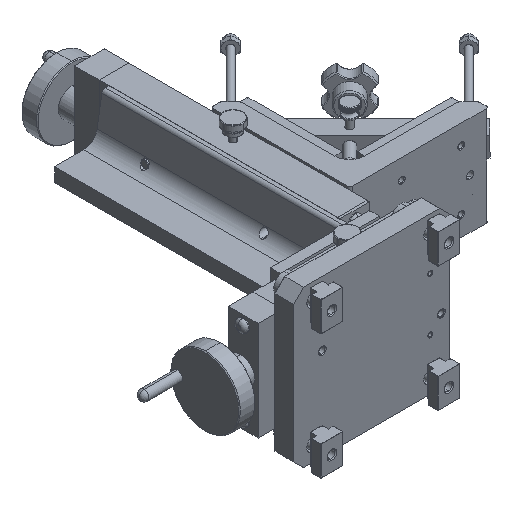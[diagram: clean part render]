
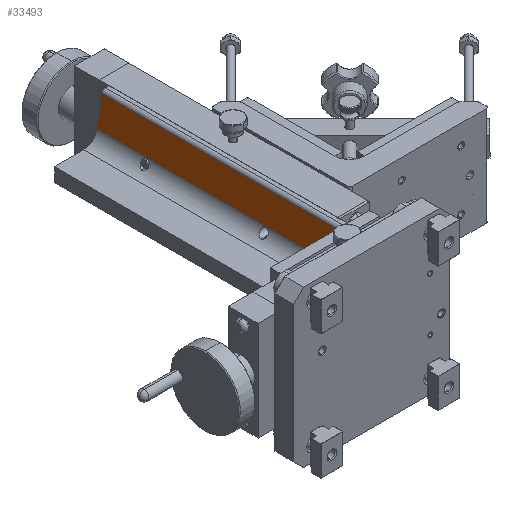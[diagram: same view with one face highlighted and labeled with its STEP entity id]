
A CAD part, isometric view. The second image highlights one B-rep face of the part: STEP entity #33493.
In plain terms, the highlighted planar face has unit normal (-0.986, 0, 0.164).
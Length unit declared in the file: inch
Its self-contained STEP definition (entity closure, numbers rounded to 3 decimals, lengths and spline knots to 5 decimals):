
#91 = ORIENTED_EDGE ( 'NONE', *, *, #63376, .T. ) ;
#1583 = DIRECTION ( 'NONE',  ( 0., -1., 0. ) ) ;
#1801 = CARTESIAN_POINT ( 'NONE',  ( 0.64188, 1.5625, 0.45652 ) ) ;
#5365 = VECTOR ( 'NONE', #1583, 39.37008 ) ;
#5414 = VECTOR ( 'NONE', #12491, 39.37008 ) ;
#7518 = VECTOR ( 'NONE', #62497, 39.37008 ) ;
#12491 = DIRECTION ( 'NONE',  ( 0.164, 0., 0.986 ) ) ;
#14639 = CARTESIAN_POINT ( 'NONE',  ( 0.76304, 1.5625, 1.18347 ) ) ;
#16373 = ORIENTED_EDGE ( 'NONE', *, *, #22582, .T. ) ;
#16653 = ORIENTED_EDGE ( 'NONE', *, *, #53690, .F. ) ;
#21747 = LINE ( 'NONE', #14639, #47730 ) ;
#22582 = EDGE_CURVE ( 'NONE', #53306, #63536, #58927, .T. ) ;
#26244 = CARTESIAN_POINT ( 'NONE',  ( 0.64188, 7.5625, 0.45652 ) ) ;
#28580 = LINE ( 'NONE', #26244, #7518 ) ;
#30326 = AXIS2_PLACEMENT_3D ( 'NONE', #62007, #30957, #67219 ) ;
#30957 = DIRECTION ( 'NONE',  ( -0.986, 0., 0.164 ) ) ;
#33493 = ADVANCED_FACE ( 'NONE', ( #34019 ), #61792, .T. ) ;
#33795 = EDGE_LOOP ( 'NONE', ( #16373, #16653, #39889, #91 ) ) ;
#34019 = FACE_OUTER_BOUND ( 'NONE', #33795, .T. ) ;
#39806 = VERTEX_POINT ( 'NONE', #42346 ) ;
#39889 = ORIENTED_EDGE ( 'NONE', *, *, #64847, .F. ) ;
#41927 = VERTEX_POINT ( 'NONE', #61632 ) ;
#42346 = CARTESIAN_POINT ( 'NONE',  ( 0.64188, 7.5625, 0.45652 ) ) ;
#45689 = DIRECTION ( 'NONE',  ( 0., -1., 0. ) ) ;
#46722 = LINE ( 'NONE', #1801, #5365 ) ;
#47730 = VECTOR ( 'NONE', #45689, 39.37008 ) ;
#52248 = CARTESIAN_POINT ( 'NONE',  ( 0.64188, 1.5625, 0.45652 ) ) ;
#53306 = VERTEX_POINT ( 'NONE', #52248 ) ;
#53690 = EDGE_CURVE ( 'NONE', #41927, #63536, #21747, .T. ) ;
#58927 = LINE ( 'NONE', #64141, #5414 ) ;
#60468 = CARTESIAN_POINT ( 'NONE',  ( 0.76304, 1.5625, 1.18347 ) ) ;
#61632 = CARTESIAN_POINT ( 'NONE',  ( 0.76304, 7.5625, 1.18347 ) ) ;
#61792 = PLANE ( 'NONE',  #30326 ) ;
#62007 = CARTESIAN_POINT ( 'NONE',  ( 0.76304, 1.5625, 1.18347 ) ) ;
#62497 = DIRECTION ( 'NONE',  ( 0.164, 0., 0.986 ) ) ;
#63376 = EDGE_CURVE ( 'NONE', #39806, #53306, #46722, .T. ) ;
#63536 = VERTEX_POINT ( 'NONE', #60468 ) ;
#64141 = CARTESIAN_POINT ( 'NONE',  ( 0.64188, 1.5625, 0.45652 ) ) ;
#64847 = EDGE_CURVE ( 'NONE', #39806, #41927, #28580, .T. ) ;
#67219 = DIRECTION ( 'NONE',  ( 0.164, 0., 0.986 ) ) ;
